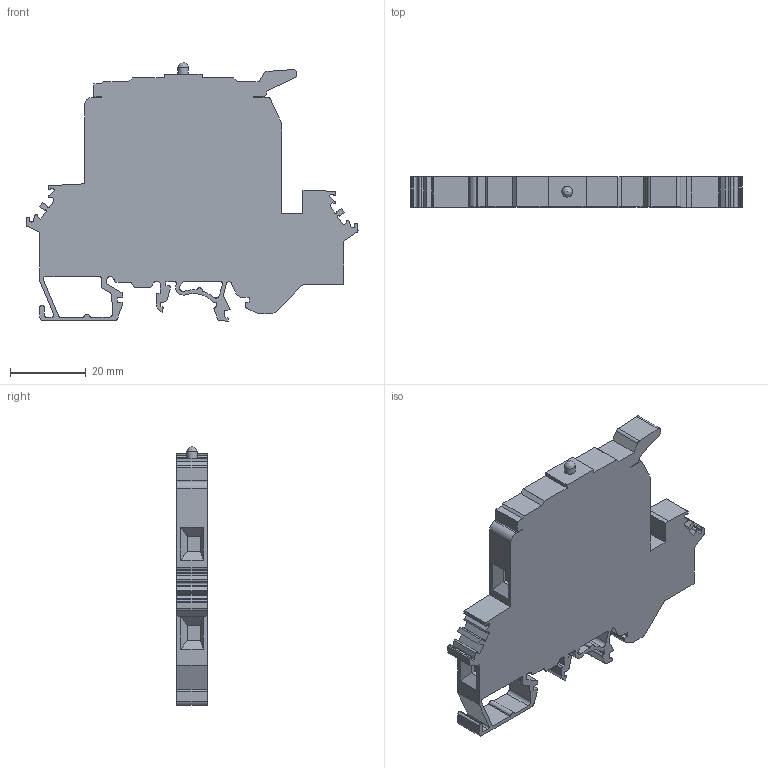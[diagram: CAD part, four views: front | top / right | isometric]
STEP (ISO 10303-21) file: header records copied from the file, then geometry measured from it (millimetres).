
FILE_DESCRIPTION( ( 'Unknown' ), '1' );
FILE_NAME( 'DDFL4U-E-LR.stp', 'Unknown', ( 'Unknown' ), ( 'Unknown' ), 'PSStep 14.0', 'Unknown', ' ' );
FILE_SCHEMA( ( 'AUTOMOTIVE_DESIGN { 1 0 10303 214 1 1 1 1 }' ) );
Length unit declared in the file: millimetre
Products named in the file (1): 1
Bounding box: 87.6 x 8 x 68.24 mm (x, y, z)
Volume: 28720.7 mm3; surface area: 11541.9 mm2
Topology: 1 solids, 1 shells, 257 faces, 734 edges, 482 vertices
Faces by surface type: plane 168, cylinder 88, bspline 1
Full cylindrical faces by diameter (mm): 2.798 x1
Entity records: 10433 total; most frequent: CARTESIAN_POINT 1497, ORIENTED_EDGE 1462, DIRECTION 1422, EDGE_CURVE 731, LINE 554, VECTOR 554, VERTEX_POINT 481, AXIS2_PLACEMENT_3D 434
